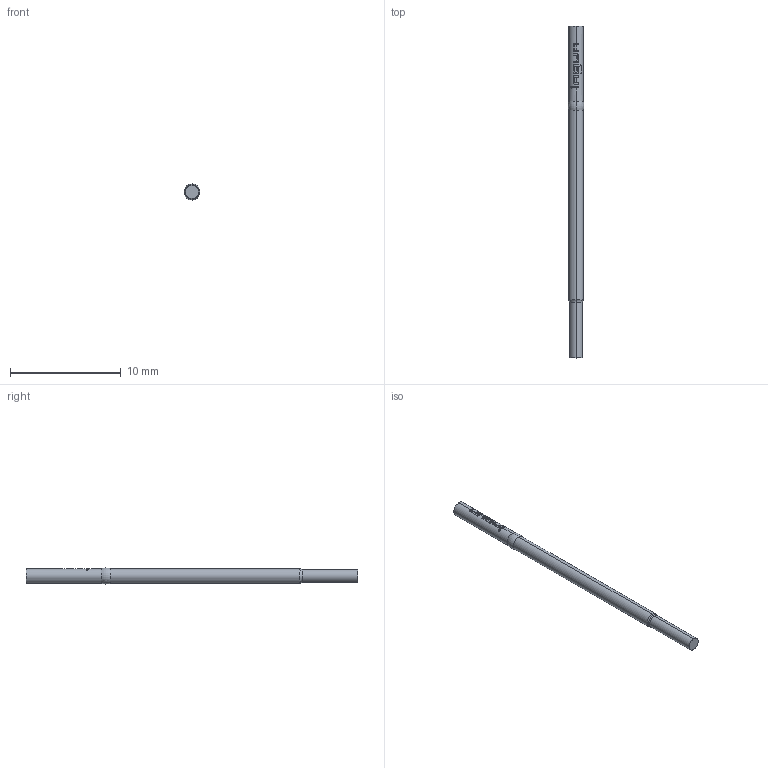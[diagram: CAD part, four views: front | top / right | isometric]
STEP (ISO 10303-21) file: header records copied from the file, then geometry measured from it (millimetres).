
FILE_DESCRIPTION (( 'STEP AP203' ), '1' );
FILE_NAME ('INGUN_KS-075_30_G_0.STEP', '2016-06-27T07:02:05', ( '' ), ( '' ), 'SwSTEP 2.0', 'SolidWorks 2014', '' );
FILE_SCHEMA (( 'CONFIG_CONTROL_DESIGN' ));
Length unit declared in the file: millimetre
Products named in the file (2): INGUN_KS-075_30_G_0
Bounding box: 1.44 x 30 x 1.45 mm (x, y, z)
Volume: 39.6 mm3; surface area: 125.5 mm2
Topology: 1 solids, 1 shells, 95 faces, 266 edges, 174 vertices
Faces by surface type: plane 42, cylinder 25, bspline 22, torus 6
Entity records: 3513 total; most frequent: CARTESIAN_POINT 1057, ORIENTED_EDGE 532, DIRECTION 426, EDGE_CURVE 266, VERTEX_POINT 174, AXIS2_PLACEMENT_3D 171, EDGE_LOOP 96, CIRCLE 96
